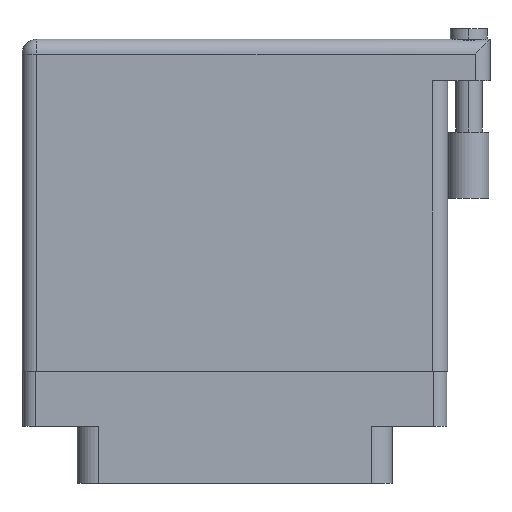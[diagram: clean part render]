
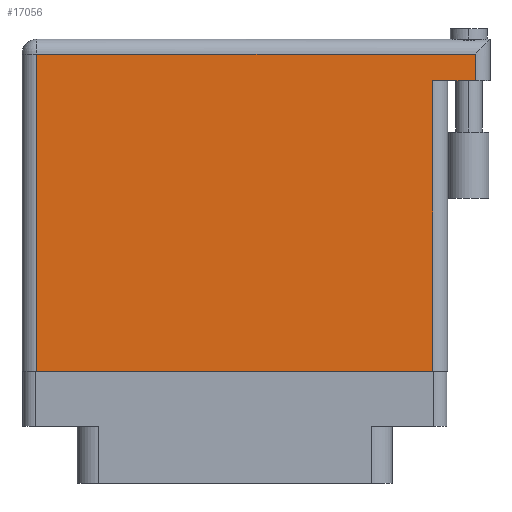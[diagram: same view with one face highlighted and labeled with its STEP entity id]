
A CAD part, front view. The second image highlights one B-rep face of the part: STEP entity #17056.
In plain terms, the highlighted face is planar.
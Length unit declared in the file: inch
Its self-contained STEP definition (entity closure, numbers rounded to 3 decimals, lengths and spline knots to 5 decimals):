
#439 = ORIENTED_EDGE ( 'NONE', *, *, #26274, .T. ) ;
#4197 = EDGE_CURVE ( 'NONE', #25684, #28937, #28790, .T. ) ;
#4724 = CARTESIAN_POINT ( 'NONE',  ( 2.138, 1.496, 0. ) ) ;
#4761 = EDGE_CURVE ( 'NONE', #21600, #28937, #28312, .T. ) ;
#5195 = DIRECTION ( 'NONE',  ( 0., -1., 0. ) ) ;
#5600 = VECTOR ( 'NONE', #5195, 39.37008 ) ;
#7851 = CARTESIAN_POINT ( 'NONE',  ( 2.138, 1.369, 0. ) ) ;
#8112 = VERTEX_POINT ( 'NONE', #24078 ) ;
#8115 = LINE ( 'NONE', #18589, #5600 ) ;
#8186 = ORIENTED_EDGE ( 'NONE', *, *, #4761, .T. ) ;
#8360 = VECTOR ( 'NONE', #16460, 39.37008 ) ;
#8416 = FACE_OUTER_BOUND ( 'NONE', #28991, .T. ) ;
#8893 = LINE ( 'NONE', #14944, #11388 ) ;
#9117 = EDGE_CURVE ( 'NONE', #25684, #33295, #13643, .T. ) ;
#10405 = PLANE ( 'NONE',  #16607 ) ;
#11388 = VECTOR ( 'NONE', #33671, 39.37008 ) ;
#12920 = CARTESIAN_POINT ( 'NONE',  ( 0., 1.566, 0. ) ) ;
#13643 = LINE ( 'NONE', #28496, #30807 ) ;
#14141 = CARTESIAN_POINT ( 'NONE',  ( 0.07, 1.496, 0. ) ) ;
#14921 = VECTOR ( 'NONE', #16481, 39.37008 ) ;
#14944 = CARTESIAN_POINT ( 'NONE',  ( 0., 0., 0. ) ) ;
#15439 = LINE ( 'NONE', #18911, #8360 ) ;
#15862 = DIRECTION ( 'NONE',  ( 0., 0., -1. ) ) ;
#16460 = DIRECTION ( 'NONE',  ( -1., 0., 0. ) ) ;
#16481 = DIRECTION ( 'NONE',  ( 0., 1., 0. ) ) ;
#16607 = AXIS2_PLACEMENT_3D ( 'NONE', #12920, #15862, #32131 ) ;
#17056 = ADVANCED_FACE ( 'NONE', ( #8416 ), #10405, .F. ) ;
#18589 = CARTESIAN_POINT ( 'NONE',  ( 0.07, 0., 0. ) ) ;
#18911 = CARTESIAN_POINT ( 'NONE',  ( 0., 1.496, 0. ) ) ;
#20118 = ORIENTED_EDGE ( 'NONE', *, *, #23851, .T. ) ;
#20363 = VERTEX_POINT ( 'NONE', #14141 ) ;
#20510 = DIRECTION ( 'NONE',  ( 0., 1., 0. ) ) ;
#20897 = ORIENTED_EDGE ( 'NONE', *, *, #33035, .T. ) ;
#21600 = VERTEX_POINT ( 'NONE', #22693 ) ;
#22187 = CARTESIAN_POINT ( 'NONE',  ( 1.938, 1.369, 0. ) ) ;
#22693 = CARTESIAN_POINT ( 'NONE',  ( 1.938, 0., 0. ) ) ;
#23851 = EDGE_CURVE ( 'NONE', #20363, #8112, #8115, .T. ) ;
#24078 = CARTESIAN_POINT ( 'NONE',  ( 0.07, 0., 0. ) ) ;
#25684 = VERTEX_POINT ( 'NONE', #7851 ) ;
#26274 = EDGE_CURVE ( 'NONE', #33295, #20363, #15439, .T. ) ;
#26350 = CARTESIAN_POINT ( 'NONE',  ( 2.208, 1.369, 0. ) ) ;
#27532 = VECTOR ( 'NONE', #31290, 39.37008 ) ;
#27958 = CARTESIAN_POINT ( 'NONE',  ( 1.938, 1.369, 0. ) ) ;
#28312 = LINE ( 'NONE', #22187, #14921 ) ;
#28496 = CARTESIAN_POINT ( 'NONE',  ( 2.138, 1.566, 0. ) ) ;
#28669 = ORIENTED_EDGE ( 'NONE', *, *, #9117, .T. ) ;
#28790 = LINE ( 'NONE', #26350, #27532 ) ;
#28937 = VERTEX_POINT ( 'NONE', #27958 ) ;
#28991 = EDGE_LOOP ( 'NONE', ( #20897, #8186, #33304, #28669, #439, #20118 ) ) ;
#30807 = VECTOR ( 'NONE', #20510, 39.37008 ) ;
#31290 = DIRECTION ( 'NONE',  ( -1., 0., 0. ) ) ;
#32131 = DIRECTION ( 'NONE',  ( -1., 0., 0. ) ) ;
#33035 = EDGE_CURVE ( 'NONE', #8112, #21600, #8893, .T. ) ;
#33295 = VERTEX_POINT ( 'NONE', #4724 ) ;
#33304 = ORIENTED_EDGE ( 'NONE', *, *, #4197, .F. ) ;
#33671 = DIRECTION ( 'NONE',  ( 1., 0., 0. ) ) ;
